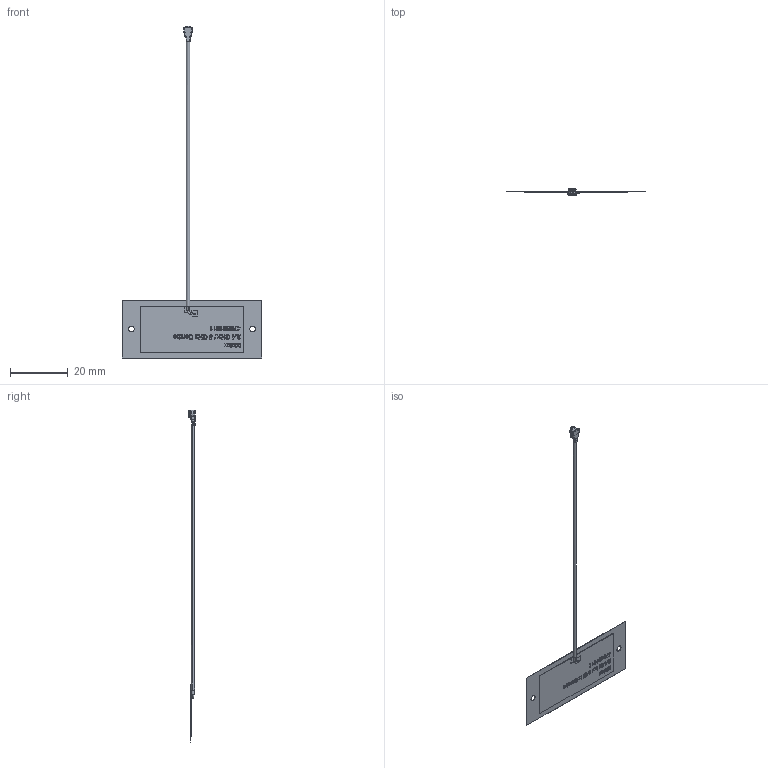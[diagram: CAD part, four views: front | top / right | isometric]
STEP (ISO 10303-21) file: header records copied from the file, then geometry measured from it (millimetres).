
FILE_DESCRIPTION (( 'STEP AP214' ), '1' );
FILE_NAME ('2008-A.STEP', '2015-03-25T15:24:23', ( '' ), ( '' ), 'SwSTEP 2.0', 'SolidWorks 2014', '' );
FILE_SCHEMA (( 'AUTOMOTIVE_DESIGN' ));
Length unit declared in the file: millimetre
Products named in the file (1): 2008-A
Bounding box: 48 x 2.15 x 114.61 mm (x, y, z)
Volume: 316.7 mm3; surface area: 2375.8 mm2
Topology: 1 solids, 1 shells, 604 faces, 1695 edges, 1130 vertices
Faces by surface type: plane 351, bspline 171, cylinder 63, cone 19
Entity records: 33545 total; most frequent: CARTESIAN_POINT 14451, ORIENTED_EDGE 3386, DIRECTION 2252, EDGE_CURVE 1693, VERTEX_POINT 1130, LINE 1112, VECTOR 1112, EDGE_LOOP 661
